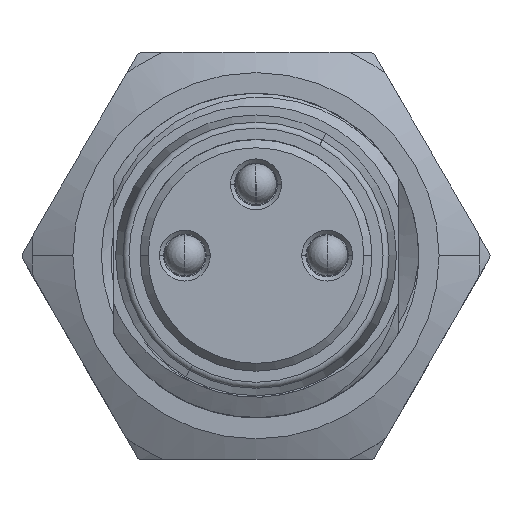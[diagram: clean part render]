
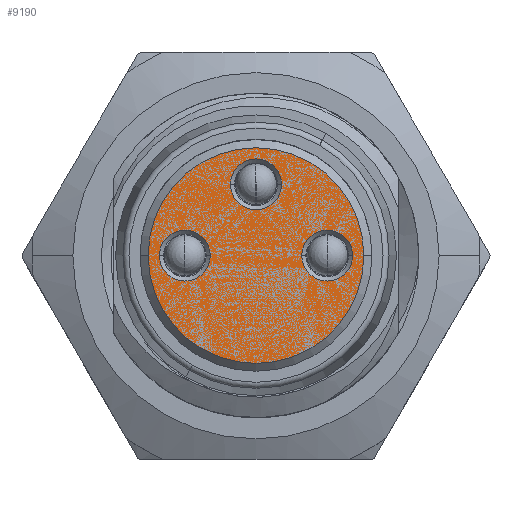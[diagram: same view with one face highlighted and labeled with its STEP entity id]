
A CAD part, top view. The second image highlights one B-rep face of the part: STEP entity #9190.
In plain terms, the highlighted face is planar.
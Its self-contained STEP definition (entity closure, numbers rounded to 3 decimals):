
#8566=CARTESIAN_POINT('',(5.,0.,0.));
#8567=DIRECTION('',(-1.,0.,0.));
#8568=DIRECTION('',(0.,-0.5,-0.866));
#8569=AXIS2_PLACEMENT_3D('',#8566,#8567,#8568);
#8571=CARTESIAN_POINT('',(5.,0.,0.));
#8572=DIRECTION('',(-1.,0.,0.));
#8573=DIRECTION('',(0.,0.5,0.866));
#8574=AXIS2_PLACEMENT_3D('',#8571,#8572,#8573);
#8576=CARTESIAN_POINT('',(5.,-1.516,0.875));
#8577=DIRECTION('',(1.,0.,0.));
#8578=DIRECTION('',(0.,0.5,0.866));
#8579=AXIS2_PLACEMENT_3D('',#8576,#8577,#8578);
#8581=CARTESIAN_POINT('',(5.,-1.516,0.875));
#8582=DIRECTION('',(1.,0.,0.));
#8583=DIRECTION('',(0.,-0.5,-0.866));
#8584=AXIS2_PLACEMENT_3D('',#8581,#8582,#8583);
#8586=CARTESIAN_POINT('',(5.,-0.875,-1.516));
#8587=DIRECTION('',(1.,0.,0.));
#8588=DIRECTION('',(0.,-0.5,-0.866));
#8589=AXIS2_PLACEMENT_3D('',#8586,#8587,#8588);
#8591=CARTESIAN_POINT('',(5.,-0.875,-1.516));
#8592=DIRECTION('',(1.,0.,0.));
#8593=DIRECTION('',(0.,0.5,0.866));
#8594=AXIS2_PLACEMENT_3D('',#8591,#8592,#8593);
#8596=CARTESIAN_POINT('',(5.,0.875,1.516));
#8597=DIRECTION('',(1.,0.,0.));
#8598=DIRECTION('',(0.,-0.5,-0.866));
#8599=AXIS2_PLACEMENT_3D('',#8596,#8597,#8598);
#8601=CARTESIAN_POINT('',(5.,0.875,1.516));
#8602=DIRECTION('',(1.,0.,0.));
#8603=DIRECTION('',(0.,0.5,0.866));
#8604=AXIS2_PLACEMENT_3D('',#8601,#8602,#8603);
#9087=CARTESIAN_POINT('',(5.,-1.325,-2.295));
#9088=CARTESIAN_POINT('',(5.,1.325,2.295));
#9089=VERTEX_POINT('',#9087);
#9090=VERTEX_POINT('',#9088);
#9095=CARTESIAN_POINT('',(5.,-1.203,1.416));
#9096=CARTESIAN_POINT('',(5.,-1.828,0.334));
#9097=VERTEX_POINT('',#9095);
#9098=VERTEX_POINT('',#9096);
#9103=CARTESIAN_POINT('',(5.,-1.188,-2.057));
#9104=CARTESIAN_POINT('',(5.,-0.563,-0.974));
#9105=VERTEX_POINT('',#9103);
#9106=VERTEX_POINT('',#9104);
#9111=CARTESIAN_POINT('',(5.,0.562,0.974));
#9112=CARTESIAN_POINT('',(5.,1.187,2.057));
#9113=VERTEX_POINT('',#9111);
#9114=VERTEX_POINT('',#9112);
#9161=CARTESIAN_POINT('',(5.,0.,0.));
#9162=DIRECTION('',(-1.,0.,0.));
#9163=DIRECTION('',(0.,-0.5,-0.866));
#9164=AXIS2_PLACEMENT_3D('',#9161,#9162,#9163);
#9165=PLANE('',#9164);
#9167=ORIENTED_EDGE('',*,*,#9166,.F.);
#9169=ORIENTED_EDGE('',*,*,#9168,.F.);
#9170=EDGE_LOOP('',(#9167,#9169));
#9171=FACE_OUTER_BOUND('',#9170,.F.);
#9173=ORIENTED_EDGE('',*,*,#9172,.F.);
#9175=ORIENTED_EDGE('',*,*,#9174,.F.);
#9176=EDGE_LOOP('',(#9173,#9175));
#9177=FACE_BOUND('',#9176,.F.);
#9179=ORIENTED_EDGE('',*,*,#9178,.F.);
#9181=ORIENTED_EDGE('',*,*,#9180,.F.);
#9182=EDGE_LOOP('',(#9179,#9181));
#9183=FACE_BOUND('',#9182,.F.);
#9185=ORIENTED_EDGE('',*,*,#9184,.F.);
#9187=ORIENTED_EDGE('',*,*,#9186,.F.);
#9188=EDGE_LOOP('',(#9185,#9187));
#9189=FACE_BOUND('',#9188,.F.);
#8570=CIRCLE('',#8569,2.65);
#8575=CIRCLE('',#8574,2.65);
#8580=CIRCLE('',#8579,0.625);
#8585=CIRCLE('',#8584,0.625);
#8590=CIRCLE('',#8589,0.625);
#8595=CIRCLE('',#8594,0.625);
#8600=CIRCLE('',#8599,0.625);
#8605=CIRCLE('',#8604,0.625);
#9166=EDGE_CURVE('',#9089,#9090,#8570,.T.);
#9168=EDGE_CURVE('',#9090,#9089,#8575,.T.);
#9172=EDGE_CURVE('',#9097,#9098,#8580,.T.);
#9174=EDGE_CURVE('',#9098,#9097,#8585,.T.);
#9178=EDGE_CURVE('',#9105,#9106,#8590,.T.);
#9180=EDGE_CURVE('',#9106,#9105,#8595,.T.);
#9184=EDGE_CURVE('',#9113,#9114,#8600,.T.);
#9186=EDGE_CURVE('',#9114,#9113,#8605,.T.);
#9190=ADVANCED_FACE('',(#9171,#9177,#9183,#9189),#9165,.T.);
